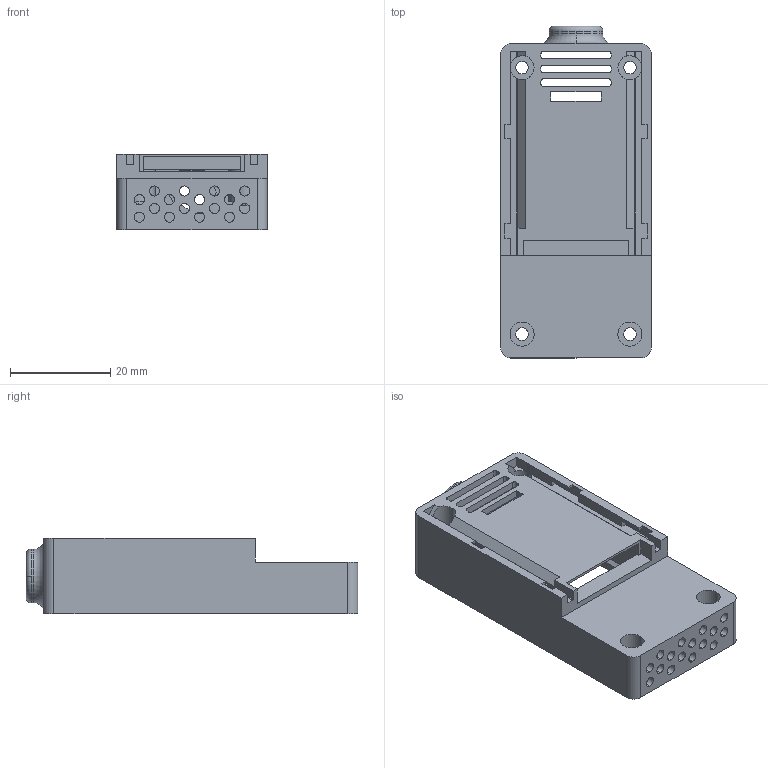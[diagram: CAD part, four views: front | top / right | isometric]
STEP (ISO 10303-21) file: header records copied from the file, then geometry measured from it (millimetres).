
FILE_DESCRIPTION (( 'STEP AP214' ), '1' );
FILE_NAME ('bottom_case_slimmer.STEP', '2021-02-09T19:25:14', ( 'Windows User' ), ( '' ), 'SwSTEP 2.0', 'SolidWorks 2014', '' );
FILE_SCHEMA (( 'AUTOMOTIVE_DESIGN' ));
Length unit declared in the file: millimetre
Products named in the file (1): bottom_case_slimmer
Bounding box: 30 x 66.16 x 15 mm (x, y, z)
Volume: 5870 mm3; surface area: 9455.4 mm2
Topology: 1 solids, 1 shells, 226 faces, 664 edges, 442 vertices
Faces by surface type: plane 134, cylinder 88, torus 4
Entity records: 7728 total; most frequent: CARTESIAN_POINT 1413, ORIENTED_EDGE 1328, DIRECTION 1294, EDGE_CURVE 664, VECTOR 460, LINE 460, VERTEX_POINT 442, AXIS2_PLACEMENT_3D 417
